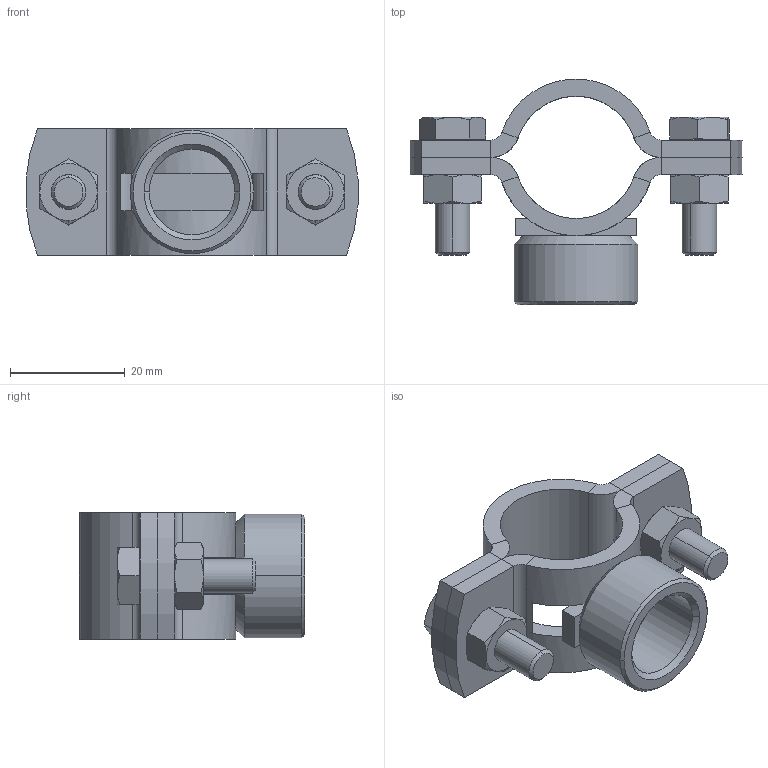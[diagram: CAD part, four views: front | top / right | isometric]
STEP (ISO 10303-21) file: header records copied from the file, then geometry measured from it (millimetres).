
FILE_DESCRIPTION (( 'STEP AP203' ), '1' );
FILE_NAME ('51.811.STEP', '2019-11-21T16:01:12', ( '' ), ( '' ), 'SwSTEP 2.0', 'SolidWorks 2019', '' );
FILE_SCHEMA (( 'CONFIG_CONTROL_DESIGN' ));
Length unit declared in the file: millimetre
Products named in the file (7): 1000003483; 1000003369_02 - Gr. 20-23 - H-17104.002; 1000003360_02 - Gr. 20-23 - H-17103.002; 51.811; 1000003264; 1000003485; 1000003380_02 - Gr. 20-23 - H-17105.602
Assembly tree (8 placements, depth 3):
  51.811
    1000003380_02 - Gr. 20-23 - H-17105.602
      1000003369_02 - Gr. 20-23 - H-17104.002
      1000003264
    1000003360_02 - Gr. 20-23 - H-17103.002
    1000003483  x2
    1000003485  x2
Bounding box: 57.83 x 39.25 x 22 mm (x, y, z)
Volume: 12600.2 mm3; surface area: 10638.2 mm2
Topology: 7 solids, 7 shells, 193 faces, 422 edges, 242 vertices
Faces by surface type: plane 90, cone 62, cylinder 41
Entity records: 4646 total; most frequent: CARTESIAN_POINT 788, DIRECTION 689, ORIENTED_EDGE 608, EDGE_CURVE 304, AXIS2_PLACEMENT_3D 272, VERTEX_POINT 175, EDGE_LOOP 151, VECTOR 145
